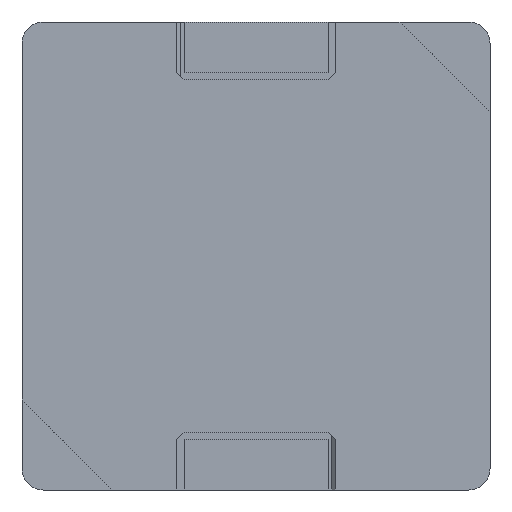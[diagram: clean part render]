
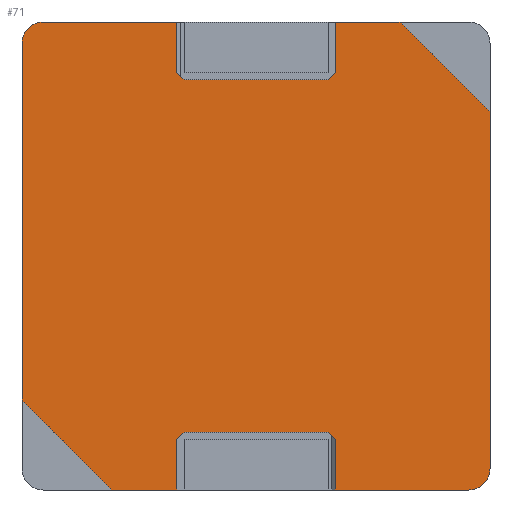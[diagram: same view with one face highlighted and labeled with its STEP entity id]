
A CAD part, front view. The second image highlights one B-rep face of the part: STEP entity #71.
In plain terms, the highlighted planar face has unit normal (0, -1, 0).
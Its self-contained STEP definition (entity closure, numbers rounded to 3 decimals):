
#71=ADVANCED_FACE('',(#143),#144,.F.);
#143=FACE_OUTER_BOUND('',#285,.T.);
#144=PLANE('',#286);
#285=EDGE_LOOP('',(#432,#433,#434,#435,#436,#437,#438,#439,#440,#441,#442,#443,#444,#445,#446,#447,#448,#449,#450,#451));
#286=AXIS2_PLACEMENT_3D('',#452,#453,#454);
#432=ORIENTED_EDGE('',*,*,#991,.F.);
#433=ORIENTED_EDGE('',*,*,#992,.F.);
#434=ORIENTED_EDGE('',*,*,#993,.F.);
#435=ORIENTED_EDGE('',*,*,#994,.F.);
#436=ORIENTED_EDGE('',*,*,#995,.T.);
#437=ORIENTED_EDGE('',*,*,#996,.T.);
#438=ORIENTED_EDGE('',*,*,#997,.T.);
#439=ORIENTED_EDGE('',*,*,#998,.T.);
#440=ORIENTED_EDGE('',*,*,#999,.F.);
#441=ORIENTED_EDGE('',*,*,#1000,.F.);
#442=ORIENTED_EDGE('',*,*,#1001,.F.);
#443=ORIENTED_EDGE('',*,*,#1002,.F.);
#444=ORIENTED_EDGE('',*,*,#1003,.F.);
#445=ORIENTED_EDGE('',*,*,#1004,.F.);
#446=ORIENTED_EDGE('',*,*,#1005,.T.);
#447=ORIENTED_EDGE('',*,*,#1006,.T.);
#448=ORIENTED_EDGE('',*,*,#990,.T.);
#449=ORIENTED_EDGE('',*,*,#1007,.T.);
#450=ORIENTED_EDGE('',*,*,#1008,.F.);
#451=ORIENTED_EDGE('',*,*,#1009,.F.);
#452=CARTESIAN_POINT('',(0.0,0.0,0.0));
#453=DIRECTION('',(0.0,1.0,0.0));
#454=DIRECTION('',(1.0,0.0,-0.0));
#990=EDGE_CURVE('',#1163,#1168,#1170,.T.);
#991=EDGE_CURVE('',#1171,#1172,#1173,.T.);
#992=EDGE_CURVE('',#1174,#1171,#1175,.T.);
#993=EDGE_CURVE('',#1176,#1174,#1177,.T.);
#994=EDGE_CURVE('',#1178,#1176,#1179,.T.);
#995=EDGE_CURVE('',#1178,#1180,#1181,.T.);
#996=EDGE_CURVE('',#1180,#1182,#1183,.T.);
#997=EDGE_CURVE('',#1182,#1184,#1185,.T.);
#998=EDGE_CURVE('',#1184,#1186,#1187,.T.);
#999=EDGE_CURVE('',#1188,#1186,#1189,.T.);
#1000=EDGE_CURVE('',#1190,#1188,#1191,.T.);
#1001=EDGE_CURVE('',#1192,#1190,#1193,.T.);
#1002=EDGE_CURVE('',#1194,#1192,#1195,.T.);
#1003=EDGE_CURVE('',#1196,#1194,#1197,.T.);
#1004=EDGE_CURVE('',#1198,#1196,#1199,.T.);
#1005=EDGE_CURVE('',#1198,#1200,#1201,.T.);
#1006=EDGE_CURVE('',#1200,#1163,#1202,.T.);
#1007=EDGE_CURVE('',#1168,#1203,#1204,.T.);
#1008=EDGE_CURVE('',#1205,#1203,#1206,.T.);
#1009=EDGE_CURVE('',#1172,#1205,#1207,.T.);
#1163=VERTEX_POINT('',#1455);
#1168=VERTEX_POINT('',#1462);
#1170=LINE('',#1465,#1466);
#1171=VERTEX_POINT('',#1467);
#1172=VERTEX_POINT('',#1468);
#1173=CIRCLE('',#1469,0.3);
#1174=VERTEX_POINT('',#1470);
#1175=LINE('',#1471,#1472);
#1176=VERTEX_POINT('',#1473);
#1177=LINE('',#1474,#1475);
#1178=VERTEX_POINT('',#1476);
#1179=LINE('',#1477,#1478);
#1180=VERTEX_POINT('',#1479);
#1181=LINE('',#1480,#1481);
#1182=VERTEX_POINT('',#1482);
#1183=LINE('',#1483,#1484);
#1184=VERTEX_POINT('',#1485);
#1185=LINE('',#1486,#1487);
#1186=VERTEX_POINT('',#1488);
#1187=LINE('',#1489,#1490);
#1188=VERTEX_POINT('',#1491);
#1189=LINE('',#1492,#1493);
#1190=VERTEX_POINT('',#1494);
#1191=LINE('',#1495,#1496);
#1192=VERTEX_POINT('',#1497);
#1193=CIRCLE('',#1498,0.3);
#1194=VERTEX_POINT('',#1499);
#1195=LINE('',#1500,#1501);
#1196=VERTEX_POINT('',#1502);
#1197=LINE('',#1503,#1504);
#1198=VERTEX_POINT('',#1505);
#1199=LINE('',#1506,#1507);
#1200=VERTEX_POINT('',#1508);
#1201=LINE('',#1509,#1510);
#1202=LINE('',#1511,#1512);
#1203=VERTEX_POINT('',#1513);
#1204=LINE('',#1514,#1515);
#1205=VERTEX_POINT('',#1516);
#1206=LINE('',#1517,#1518);
#1207=LINE('',#1519,#1520);
#1455=CARTESIAN_POINT('',(1.0,0.0,2.45));
#1462=CARTESIAN_POINT('',(-1.0,0.0,2.45));
#1465=CARTESIAN_POINT('',(1.0,0.0,2.45));
#1466=VECTOR('',#1894,2.0);
#1467=CARTESIAN_POINT('',(-3.25,0.0,2.95));
#1468=CARTESIAN_POINT('',(-2.95,0.0,3.25));
#1469=AXIS2_PLACEMENT_3D('',#1895,#1896,#1897);
#1470=CARTESIAN_POINT('',(-3.25,0.0,-2.0));
#1471=CARTESIAN_POINT('',(-3.25,0.0,-2.0));
#1472=VECTOR('',#1898,4.95);
#1473=CARTESIAN_POINT('',(-2.0,0.0,-3.25));
#1474=CARTESIAN_POINT('',(-2.0,0.0,-3.25));
#1475=VECTOR('',#1899,1.768);
#1476=CARTESIAN_POINT('',(-1.1,0.0,-3.25));
#1477=CARTESIAN_POINT('',(-1.1,0.0,-3.25));
#1478=VECTOR('',#1900,0.9);
#1479=CARTESIAN_POINT('',(-1.1,0.0,-2.55));
#1480=CARTESIAN_POINT('',(-1.1,0.0,-3.25));
#1481=VECTOR('',#1901,0.7);
#1482=CARTESIAN_POINT('',(-1.0,0.0,-2.45));
#1483=CARTESIAN_POINT('',(-1.1,0.0,-2.55));
#1484=VECTOR('',#1902,0.141);
#1485=CARTESIAN_POINT('',(1.0,0.0,-2.45));
#1486=CARTESIAN_POINT('',(-1.0,0.0,-2.45));
#1487=VECTOR('',#1903,2.0);
#1488=CARTESIAN_POINT('',(1.1,0.0,-2.55));
#1489=CARTESIAN_POINT('',(1.0,0.0,-2.45));
#1490=VECTOR('',#1904,0.141);
#1491=CARTESIAN_POINT('',(1.1,0.0,-3.25));
#1492=CARTESIAN_POINT('',(1.1,0.0,-3.25));
#1493=VECTOR('',#1905,0.7);
#1494=CARTESIAN_POINT('',(2.95,0.0,-3.25));
#1495=CARTESIAN_POINT('',(2.95,0.0,-3.25));
#1496=VECTOR('',#1906,1.85);
#1497=CARTESIAN_POINT('',(3.25,0.0,-2.95));
#1498=AXIS2_PLACEMENT_3D('',#1907,#1908,#1909);
#1499=CARTESIAN_POINT('',(3.25,0.0,2.0));
#1500=CARTESIAN_POINT('',(3.25,0.0,2.0));
#1501=VECTOR('',#1910,4.95);
#1502=CARTESIAN_POINT('',(2.0,0.0,3.25));
#1503=CARTESIAN_POINT('',(2.0,0.0,3.25));
#1504=VECTOR('',#1911,1.768);
#1505=CARTESIAN_POINT('',(1.1,0.0,3.25));
#1506=CARTESIAN_POINT('',(1.1,0.0,3.25));
#1507=VECTOR('',#1912,0.9);
#1508=CARTESIAN_POINT('',(1.1,0.0,2.55));
#1509=CARTESIAN_POINT('',(1.1,0.0,3.25));
#1510=VECTOR('',#1913,0.7);
#1511=CARTESIAN_POINT('',(1.1,0.0,2.55));
#1512=VECTOR('',#1914,0.141);
#1513=CARTESIAN_POINT('',(-1.1,0.0,2.55));
#1514=CARTESIAN_POINT('',(-1.0,0.0,2.45));
#1515=VECTOR('',#1915,0.141);
#1516=CARTESIAN_POINT('',(-1.1,0.0,3.25));
#1517=CARTESIAN_POINT('',(-1.1,0.0,3.25));
#1518=VECTOR('',#1916,0.7);
#1519=CARTESIAN_POINT('',(-2.95,0.0,3.25));
#1520=VECTOR('',#1917,1.85);
#1894=DIRECTION('',(-1.0,0.0,0.0));
#1895=CARTESIAN_POINT('',(-2.95,0.0,2.95));
#1896=DIRECTION('',(0.0,1.0,0.0));
#1897=DIRECTION('',(-1.0,0.0,0.));
#1898=DIRECTION('',(0.0,0.0,1.0));
#1899=DIRECTION('',(-0.707,0.0,0.707));
#1900=DIRECTION('',(-1.0,0.0,0.0));
#1901=DIRECTION('',(0.0,0.0,1.0));
#1902=DIRECTION('',(0.707,0.0,0.707));
#1903=DIRECTION('',(1.0,0.0,0.0));
#1904=DIRECTION('',(0.707,0.0,-0.707));
#1905=DIRECTION('',(0.0,0.0,1.0));
#1906=DIRECTION('',(-1.0,0.0,0.0));
#1907=CARTESIAN_POINT('',(2.95,0.0,-2.95));
#1908=DIRECTION('',(-0.0,1.0,0.0));
#1909=DIRECTION('',(1.0,0.0,0.0));
#1910=DIRECTION('',(0.0,0.0,-1.0));
#1911=DIRECTION('',(0.707,0.0,-0.707));
#1912=DIRECTION('',(1.0,0.0,0.0));
#1913=DIRECTION('',(0.0,0.0,-1.0));
#1914=DIRECTION('',(-0.707,0.0,-0.707));
#1915=DIRECTION('',(-0.707,0.0,0.707));
#1916=DIRECTION('',(0.0,0.0,-1.0));
#1917=DIRECTION('',(1.0,0.0,0.0));
